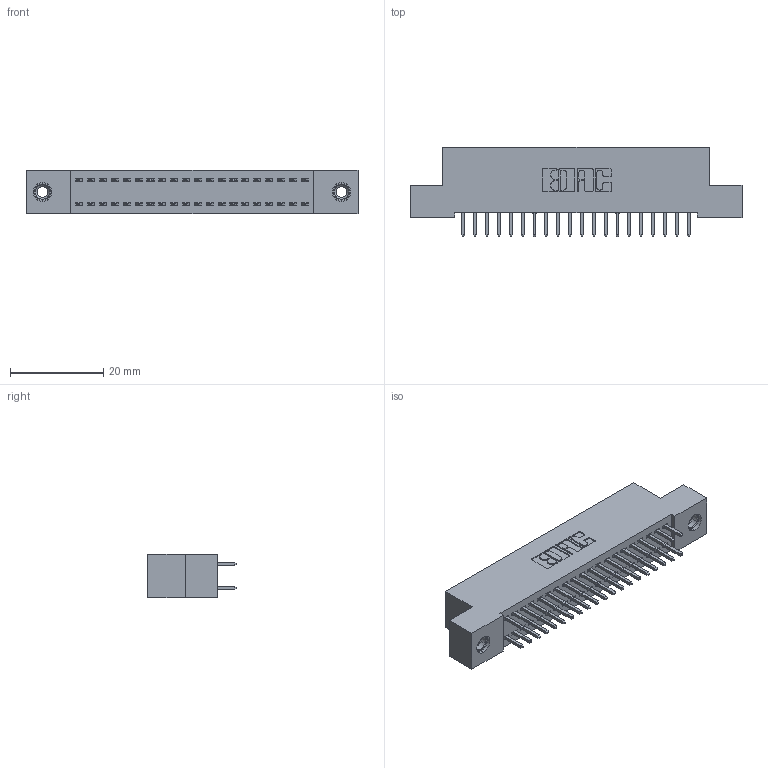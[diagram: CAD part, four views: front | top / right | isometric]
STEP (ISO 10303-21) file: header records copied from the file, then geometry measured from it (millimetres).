
FILE_DESCRIPTION (( 'STEP AP203' ), '1' );
FILE_NAME ('392-040-521-208.STEP', '2018-08-16T11:53:19', ( '' ), ( '' ), 'SwSTEP 2.0', 'SolidWorks 2016', '' );
FILE_SCHEMA (( 'CONFIG_CONTROL_DESIGN' ));
Length unit declared in the file: inch
Products named in the file (4): 345-250-001_345-250-003-102; 392-040-521-208; 342 Part_TI; 345-292-001_345-293-121
Assembly tree (43 placements, depth 2):
  392-040-521-208
    342 Part_TI
    345-292-001_345-293-121  x40
    345-250-001_345-250-003-102  x2
Bounding box: 71.12 x 19.06 x 9.4 mm (x, y, z)
Volume: 6264 mm3; surface area: 9553.8 mm2
Topology: 43 solids, 43 shells, 2250 faces, 6635 edges, 4362 vertices
Faces by surface type: plane 1538, cylinder 696, cone 12, torus 4
Entity records: 16784 total; most frequent: CARTESIAN_POINT 2789, ORIENTED_EDGE 2718, DIRECTION 2453, EDGE_CURVE 1359, VECTOR 1211, LINE 1211, VERTEX_POINT 900, AXIS2_PLACEMENT_3D 621
